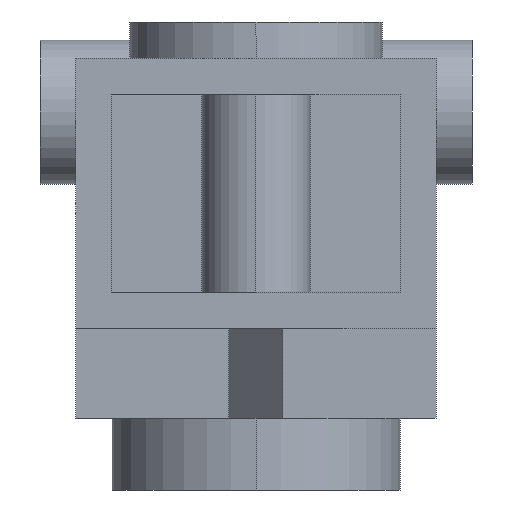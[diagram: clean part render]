
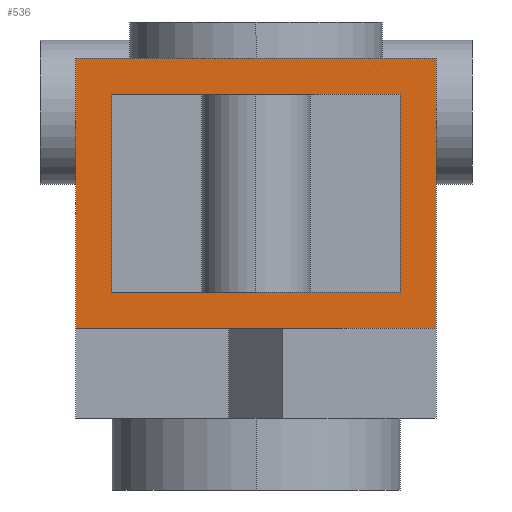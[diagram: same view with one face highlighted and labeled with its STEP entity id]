
A CAD part, left-side view. The second image highlights one B-rep face of the part: STEP entity #536.
In plain terms, the highlighted planar face has unit normal (-1, 0, 0).
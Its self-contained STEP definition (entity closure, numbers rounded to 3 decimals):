
#298=CARTESIAN_POINT('Vertex',(-172.5,40.,35.)) ;
#303=CARTESIAN_POINT('Line Origine',(-172.5,0.,35.)) ;
#307=CARTESIAN_POINT('Vertex',(-172.5,-40.,35.)) ;
#342=CARTESIAN_POINT('Vertex',(-172.5,-40.,90.)) ;
#347=CARTESIAN_POINT('Line Origine',(-172.5,0.,90.)) ;
#351=CARTESIAN_POINT('Vertex',(-172.5,40.,90.)) ;
#458=CARTESIAN_POINT('Line Origine',(-172.5,-40.,62.5)) ;
#470=CARTESIAN_POINT('Axis2P3D Location',(-172.5,0.,0.)) ;
#475=CARTESIAN_POINT('Line Origine',(-172.5,0.,25.)) ;
#479=CARTESIAN_POINT('Vertex',(-172.5,-7.5,25.)) ;
#481=CARTESIAN_POINT('Vertex',(-172.5,7.5,25.)) ;
#484=CARTESIAN_POINT('Line Origine',(-172.5,-28.75,25.)) ;
#488=CARTESIAN_POINT('Vertex',(-172.5,-50.,25.)) ;
#491=CARTESIAN_POINT('Line Origine',(-172.5,-50.,62.5)) ;
#495=CARTESIAN_POINT('Vertex',(-172.5,-50.,100.)) ;
#498=CARTESIAN_POINT('Line Origine',(-172.5,0.,100.)) ;
#502=CARTESIAN_POINT('Vertex',(-172.5,50.,100.)) ;
#505=CARTESIAN_POINT('Line Origine',(-172.5,50.,62.5)) ;
#509=CARTESIAN_POINT('Vertex',(-172.5,50.,25.)) ;
#512=CARTESIAN_POINT('Line Origine',(-172.5,28.75,25.)) ;
#525=CARTESIAN_POINT('Line Origine',(-172.5,40.,62.5)) ;
#304=DIRECTION('Vector Direction',(0.,1.,0.)) ;
#348=DIRECTION('Vector Direction',(0.,-1.,0.)) ;
#459=DIRECTION('Vector Direction',(0.,0.,1.)) ;
#471=DIRECTION('Axis2P3D Direction',(-1.,0.,0.)) ;
#472=DIRECTION('Axis2P3D XDirection',(0.,-1.,0.)) ;
#476=DIRECTION('Vector Direction',(0.,1.,0.)) ;
#485=DIRECTION('Vector Direction',(0.,1.,0.)) ;
#492=DIRECTION('Vector Direction',(0.,0.,1.)) ;
#499=DIRECTION('Vector Direction',(0.,-1.,0.)) ;
#506=DIRECTION('Vector Direction',(0.,0.,-1.)) ;
#513=DIRECTION('Vector Direction',(0.,1.,0.)) ;
#526=DIRECTION('Vector Direction',(0.,0.,-1.)) ;
#473=AXIS2_PLACEMENT_3D('Plane Axis2P3D',#470,#471,#472) ;
#518=ORIENTED_EDGE('',*,*,#483,.F.) ;
#519=ORIENTED_EDGE('',*,*,#490,.F.) ;
#520=ORIENTED_EDGE('',*,*,#497,.T.) ;
#521=ORIENTED_EDGE('',*,*,#504,.T.) ;
#522=ORIENTED_EDGE('',*,*,#511,.T.) ;
#523=ORIENTED_EDGE('',*,*,#516,.F.) ;
#531=ORIENTED_EDGE('',*,*,#462,.F.) ;
#532=ORIENTED_EDGE('',*,*,#309,.F.) ;
#533=ORIENTED_EDGE('',*,*,#529,.F.) ;
#534=ORIENTED_EDGE('',*,*,#353,.F.) ;
#535=FACE_BOUND('',#530,.T.) ;
#305=VECTOR('Line Direction',#304,1.) ;
#349=VECTOR('Line Direction',#348,1.) ;
#460=VECTOR('Line Direction',#459,1.) ;
#477=VECTOR('Line Direction',#476,1.) ;
#486=VECTOR('Line Direction',#485,1.) ;
#493=VECTOR('Line Direction',#492,1.) ;
#500=VECTOR('Line Direction',#499,1.) ;
#507=VECTOR('Line Direction',#506,1.) ;
#514=VECTOR('Line Direction',#513,1.) ;
#527=VECTOR('Line Direction',#526,1.) ;
#536=ADVANCED_FACE('PartBody',(#524,#535),#474,.T.) ;
#309=EDGE_CURVE('',#299,#308,#306,.F.) ;
#353=EDGE_CURVE('',#343,#352,#350,.F.) ;
#462=EDGE_CURVE('',#308,#343,#461,.T.) ;
#483=EDGE_CURVE('',#480,#482,#478,.T.) ;
#490=EDGE_CURVE('',#489,#480,#487,.T.) ;
#497=EDGE_CURVE('',#489,#496,#494,.T.) ;
#504=EDGE_CURVE('',#496,#503,#501,.F.) ;
#511=EDGE_CURVE('',#503,#510,#508,.T.) ;
#516=EDGE_CURVE('',#482,#510,#515,.T.) ;
#529=EDGE_CURVE('',#352,#299,#528,.T.) ;
#517=EDGE_LOOP('',(#518,#519,#520,#521,#522,#523)) ;
#530=EDGE_LOOP('',(#531,#532,#533,#534)) ;
#524=FACE_OUTER_BOUND('',#517,.T.) ;
#306=LINE('Line',#303,#305) ;
#350=LINE('Line',#347,#349) ;
#461=LINE('Line',#458,#460) ;
#478=LINE('Line',#475,#477) ;
#487=LINE('Line',#484,#486) ;
#494=LINE('Line',#491,#493) ;
#501=LINE('Line',#498,#500) ;
#508=LINE('Line',#505,#507) ;
#515=LINE('Line',#512,#514) ;
#528=LINE('Line',#525,#527) ;
#474=PLANE('Plane',#473) ;
#299=VERTEX_POINT('',#298) ;
#308=VERTEX_POINT('',#307) ;
#343=VERTEX_POINT('',#342) ;
#352=VERTEX_POINT('',#351) ;
#480=VERTEX_POINT('',#479) ;
#482=VERTEX_POINT('',#481) ;
#489=VERTEX_POINT('',#488) ;
#496=VERTEX_POINT('',#495) ;
#503=VERTEX_POINT('',#502) ;
#510=VERTEX_POINT('',#509) ;
